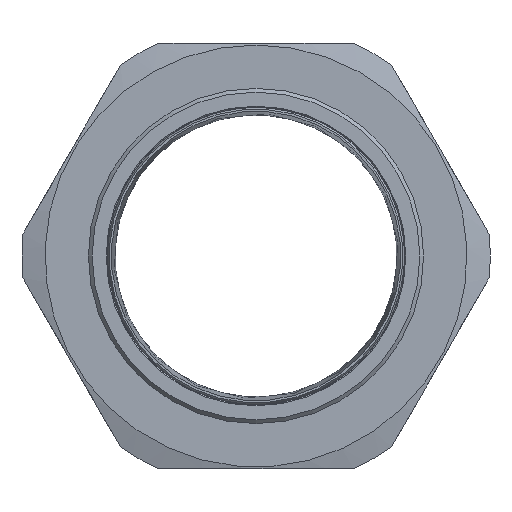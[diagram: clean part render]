
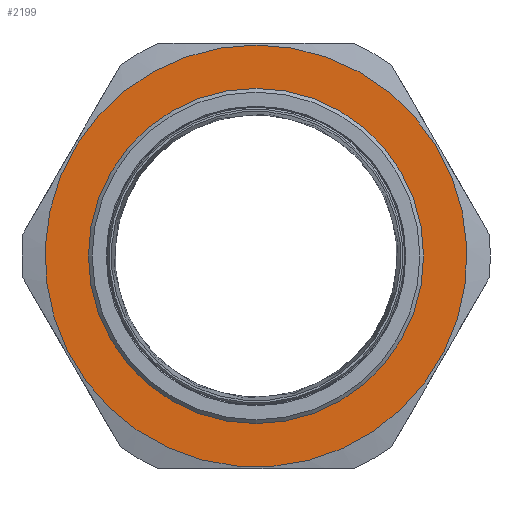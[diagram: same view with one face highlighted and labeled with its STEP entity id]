
A CAD part, left-side view. The second image highlights one B-rep face of the part: STEP entity #2199.
In plain terms, the highlighted planar face has unit normal (-1, 0, 0).
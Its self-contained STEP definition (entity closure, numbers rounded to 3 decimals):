
#139 = DIRECTION ( 'NONE',  ( -1., 0., 0. ) ) ;
#157 = CARTESIAN_POINT ( 'NONE',  ( 20., 45., 0. ) ) ;
#314 = ORIENTED_EDGE ( 'NONE', *, *, #2680, .F. ) ;
#387 = DIRECTION ( 'NONE',  ( 0., 0., 1. ) ) ;
#486 = EDGE_LOOP ( 'NONE', ( #314 ) ) ;
#566 = FACE_BOUND ( 'NONE', #486, .T. ) ;
#606 = PLANE ( 'NONE',  #2615 ) ;
#933 = CARTESIAN_POINT ( 'NONE',  ( 20., 0., 45. ) ) ;
#1204 = AXIS2_PLACEMENT_3D ( 'NONE', #2237, #1632, #1548 ) ;
#1329 = DIRECTION ( 'NONE',  ( 0., 0., -1. ) ) ;
#1548 = DIRECTION ( 'NONE',  ( 0., 0., 1. ) ) ;
#1567 = CIRCLE ( 'NONE', #1204, 56.65 ) ;
#1632 = DIRECTION ( 'NONE',  ( -1., 0., 0. ) ) ;
#1659 = VERTEX_POINT ( 'NONE', #933 ) ;
#1727 = CIRCLE ( 'NONE', #2457, 45. ) ;
#2090 = CARTESIAN_POINT ( 'NONE',  ( 20., 0., 56.65 ) ) ;
#2199 = ADVANCED_FACE ( 'NONE', ( #566, #2949 ), #606, .F. ) ;
#2205 = CARTESIAN_POINT ( 'NONE',  ( 20., 0., 0. ) ) ;
#2237 = CARTESIAN_POINT ( 'NONE',  ( 20., 0., 0. ) ) ;
#2338 = VERTEX_POINT ( 'NONE', #2090 ) ;
#2457 = AXIS2_PLACEMENT_3D ( 'NONE', #2205, #139, #387 ) ;
#2537 = ORIENTED_EDGE ( 'NONE', *, *, #2797, .T. ) ;
#2615 = AXIS2_PLACEMENT_3D ( 'NONE', #157, #2930, #1329 ) ;
#2647 = EDGE_LOOP ( 'NONE', ( #2537 ) ) ;
#2680 = EDGE_CURVE ( 'NONE', #1659, #1659, #1727, .T. ) ;
#2797 = EDGE_CURVE ( 'NONE', #2338, #2338, #1567, .T. ) ;
#2930 = DIRECTION ( 'NONE',  ( 1., 0., 0. ) ) ;
#2949 = FACE_OUTER_BOUND ( 'NONE', #2647, .T. ) ;
